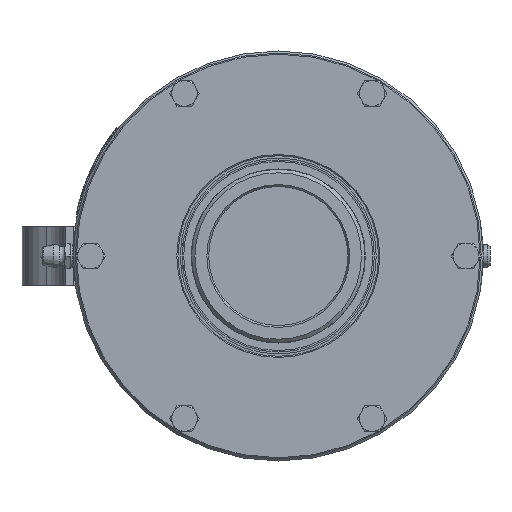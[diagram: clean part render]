
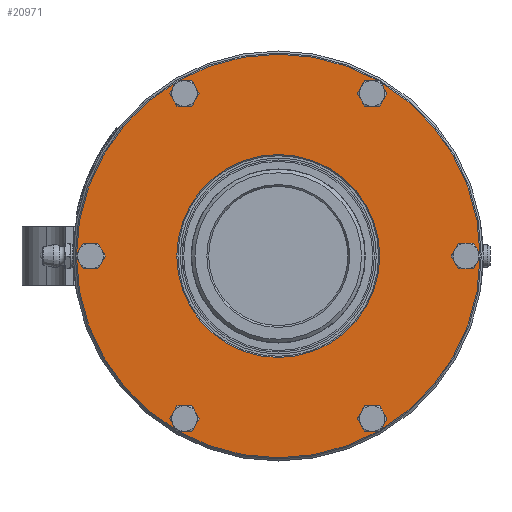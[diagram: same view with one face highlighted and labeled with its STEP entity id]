
A CAD part, left-side view. The second image highlights one B-rep face of the part: STEP entity #20971.
In plain terms, the highlighted planar face has unit normal (-1, 0, 0).
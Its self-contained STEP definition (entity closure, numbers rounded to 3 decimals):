
#2225=FACE_BOUND('',#7579,.T.);
#2226=FACE_BOUND('',#7580,.T.);
#2227=FACE_BOUND('',#7581,.T.);
#2228=FACE_BOUND('',#7582,.T.);
#2229=FACE_BOUND('',#7583,.T.);
#2230=FACE_BOUND('',#7584,.T.);
#2231=FACE_BOUND('',#7585,.T.);
#2607=PLANE('',#22483);
#6299=FACE_OUTER_BOUND('',#7578,.T.);
#7578=EDGE_LOOP('',(#18881,#18882));
#7579=EDGE_LOOP('',(#18883,#18884));
#7580=EDGE_LOOP('',(#18885,#18886));
#7581=EDGE_LOOP('',(#18887,#18888));
#7582=EDGE_LOOP('',(#18889,#18890));
#7583=EDGE_LOOP('',(#18891,#18892));
#7584=EDGE_LOOP('',(#18893,#18894));
#7585=EDGE_LOOP('',(#18895,#18896));
#8400=CIRCLE('',#22481,5.563);
#8401=CIRCLE('',#22482,5.563);
#8402=CIRCLE('',#22484,87.5);
#8403=CIRCLE('',#22485,87.5);
#8404=CIRCLE('',#22486,5.563);
#8405=CIRCLE('',#22487,5.563);
#8406=CIRCLE('',#22488,5.563);
#8407=CIRCLE('',#22489,5.563);
#8408=CIRCLE('',#22490,5.563);
#8409=CIRCLE('',#22491,5.563);
#8410=CIRCLE('',#22492,44.);
#8411=CIRCLE('',#22493,44.);
#8412=CIRCLE('',#22494,5.563);
#8413=CIRCLE('',#22495,5.563);
#8414=CIRCLE('',#22496,5.563);
#8415=CIRCLE('',#22497,5.563);
#10345=VERTEX_POINT('',#131869);
#10346=VERTEX_POINT('',#131870);
#10347=VERTEX_POINT('',#131875);
#10348=VERTEX_POINT('',#131876);
#10349=VERTEX_POINT('',#131879);
#10350=VERTEX_POINT('',#131880);
#10351=VERTEX_POINT('',#131883);
#10352=VERTEX_POINT('',#131884);
#10353=VERTEX_POINT('',#131887);
#10354=VERTEX_POINT('',#131888);
#10355=VERTEX_POINT('',#131891);
#10356=VERTEX_POINT('',#131892);
#10357=VERTEX_POINT('',#131895);
#10358=VERTEX_POINT('',#131896);
#10359=VERTEX_POINT('',#131899);
#10360=VERTEX_POINT('',#131900);
#13263=EDGE_CURVE('',#10345,#10346,#8400,.T.);
#13264=EDGE_CURVE('',#10346,#10345,#8401,.T.);
#13266=EDGE_CURVE('',#10347,#10348,#8402,.T.);
#13267=EDGE_CURVE('',#10348,#10347,#8403,.T.);
#13268=EDGE_CURVE('',#10349,#10350,#8404,.T.);
#13269=EDGE_CURVE('',#10350,#10349,#8405,.T.);
#13270=EDGE_CURVE('',#10351,#10352,#8406,.T.);
#13271=EDGE_CURVE('',#10352,#10351,#8407,.T.);
#13272=EDGE_CURVE('',#10353,#10354,#8408,.T.);
#13273=EDGE_CURVE('',#10354,#10353,#8409,.T.);
#13274=EDGE_CURVE('',#10355,#10356,#8410,.T.);
#13275=EDGE_CURVE('',#10356,#10355,#8411,.T.);
#13276=EDGE_CURVE('',#10357,#10358,#8412,.T.);
#13277=EDGE_CURVE('',#10358,#10357,#8413,.T.);
#13278=EDGE_CURVE('',#10359,#10360,#8414,.T.);
#13279=EDGE_CURVE('',#10360,#10359,#8415,.T.);
#18881=ORIENTED_EDGE('',*,*,#13266,.F.);
#18882=ORIENTED_EDGE('',*,*,#13267,.F.);
#18883=ORIENTED_EDGE('',*,*,#13268,.T.);
#18884=ORIENTED_EDGE('',*,*,#13269,.T.);
#18885=ORIENTED_EDGE('',*,*,#13270,.T.);
#18886=ORIENTED_EDGE('',*,*,#13271,.T.);
#18887=ORIENTED_EDGE('',*,*,#13272,.T.);
#18888=ORIENTED_EDGE('',*,*,#13273,.T.);
#18889=ORIENTED_EDGE('',*,*,#13274,.T.);
#18890=ORIENTED_EDGE('',*,*,#13275,.T.);
#18891=ORIENTED_EDGE('',*,*,#13276,.T.);
#18892=ORIENTED_EDGE('',*,*,#13277,.T.);
#18893=ORIENTED_EDGE('',*,*,#13278,.T.);
#18894=ORIENTED_EDGE('',*,*,#13279,.T.);
#18895=ORIENTED_EDGE('',*,*,#13263,.T.);
#18896=ORIENTED_EDGE('',*,*,#13264,.T.);
#20971=ADVANCED_FACE('',(#6299,#2225,#2226,#2227,#2228,#2229,#2230,#2231),
#2607,.T.);
#22481=AXIS2_PLACEMENT_3D('',#131871,#26473,#26474);
#22482=AXIS2_PLACEMENT_3D('',#131872,#26475,#26476);
#22483=AXIS2_PLACEMENT_3D('',#131874,#26478,#26479);
#22484=AXIS2_PLACEMENT_3D('',#131877,#26480,#26481);
#22485=AXIS2_PLACEMENT_3D('',#131878,#26482,#26483);
#22486=AXIS2_PLACEMENT_3D('',#131881,#26484,#26485);
#22487=AXIS2_PLACEMENT_3D('',#131882,#26486,#26487);
#22488=AXIS2_PLACEMENT_3D('',#131885,#26488,#26489);
#22489=AXIS2_PLACEMENT_3D('',#131886,#26490,#26491);
#22490=AXIS2_PLACEMENT_3D('',#131889,#26492,#26493);
#22491=AXIS2_PLACEMENT_3D('',#131890,#26494,#26495);
#22492=AXIS2_PLACEMENT_3D('',#131893,#26496,#26497);
#22493=AXIS2_PLACEMENT_3D('',#131894,#26498,#26499);
#22494=AXIS2_PLACEMENT_3D('',#131897,#26500,#26501);
#22495=AXIS2_PLACEMENT_3D('',#131898,#26502,#26503);
#22496=AXIS2_PLACEMENT_3D('',#131901,#26504,#26505);
#22497=AXIS2_PLACEMENT_3D('',#131902,#26506,#26507);
#26473=DIRECTION('center_axis',(1.,0.,0.));
#26474=DIRECTION('ref_axis',(0.,-0.5,0.866));
#26475=DIRECTION('center_axis',(1.,0.,0.));
#26476=DIRECTION('ref_axis',(0.,-0.5,0.866));
#26478=DIRECTION('center_axis',(-1.,0.,0.));
#26479=DIRECTION('ref_axis',(0.,0.,-1.));
#26480=DIRECTION('center_axis',(1.,0.,0.));
#26481=DIRECTION('ref_axis',(0.,-1.,0.));
#26482=DIRECTION('center_axis',(1.,0.,0.));
#26483=DIRECTION('ref_axis',(0.,-1.,0.));
#26484=DIRECTION('center_axis',(1.,0.,0.));
#26485=DIRECTION('ref_axis',(0.,0.5,0.866));
#26486=DIRECTION('center_axis',(1.,0.,0.));
#26487=DIRECTION('ref_axis',(0.,0.5,0.866));
#26488=DIRECTION('center_axis',(1.,0.,0.));
#26489=DIRECTION('ref_axis',(0.,0.5,-0.866));
#26490=DIRECTION('center_axis',(1.,0.,0.));
#26491=DIRECTION('ref_axis',(0.,0.5,-0.866));
#26492=DIRECTION('center_axis',(1.,0.,0.));
#26493=DIRECTION('ref_axis',(0.,-1.,0.));
#26494=DIRECTION('center_axis',(1.,0.,0.));
#26495=DIRECTION('ref_axis',(0.,-1.,0.));
#26496=DIRECTION('center_axis',(1.,0.,0.));
#26497=DIRECTION('ref_axis',(0.,-1.,0.));
#26498=DIRECTION('center_axis',(1.,0.,0.));
#26499=DIRECTION('ref_axis',(0.,-1.,0.));
#26500=DIRECTION('center_axis',(1.,0.,0.));
#26501=DIRECTION('ref_axis',(0.,-0.5,-0.866));
#26502=DIRECTION('center_axis',(1.,0.,0.));
#26503=DIRECTION('ref_axis',(0.,-0.5,-0.866));
#26504=DIRECTION('center_axis',(1.,0.,0.));
#26505=DIRECTION('ref_axis',(0.,1.,0.));
#26506=DIRECTION('center_axis',(1.,0.,0.));
#26507=DIRECTION('ref_axis',(0.,1.,0.));
#131869=CARTESIAN_POINT('',(-8.7,37.919,-65.677));
#131870=CARTESIAN_POINT('',(-8.7,43.481,-75.312));
#131871=CARTESIAN_POINT('Origin',(-8.7,40.7,-70.494));
#131872=CARTESIAN_POINT('Origin',(-8.7,40.7,-70.494));
#131874=CARTESIAN_POINT('Origin',(-8.7,-65.75,0.));
#131875=CARTESIAN_POINT('',(-8.7,-87.5,0.));
#131876=CARTESIAN_POINT('',(-8.7,87.5,0.));
#131877=CARTESIAN_POINT('Origin',(-8.7,0.,0.));
#131878=CARTESIAN_POINT('Origin',(-8.7,0.,0.));
#131879=CARTESIAN_POINT('',(-8.7,-37.919,-65.677));
#131880=CARTESIAN_POINT('',(-8.7,-43.481,-75.312));
#131881=CARTESIAN_POINT('Origin',(-8.7,-40.7,-70.494));
#131882=CARTESIAN_POINT('Origin',(-8.7,-40.7,-70.494));
#131883=CARTESIAN_POINT('',(-8.7,-37.919,65.677));
#131884=CARTESIAN_POINT('',(-8.7,-43.481,75.312));
#131885=CARTESIAN_POINT('Origin',(-8.7,-40.7,70.494));
#131886=CARTESIAN_POINT('Origin',(-8.7,-40.7,70.494));
#131887=CARTESIAN_POINT('',(-8.7,75.837,0.));
#131888=CARTESIAN_POINT('',(-8.7,86.963,0.));
#131889=CARTESIAN_POINT('Origin',(-8.7,81.4,0.));
#131890=CARTESIAN_POINT('Origin',(-8.7,81.4,0.));
#131891=CARTESIAN_POINT('',(-8.7,-44.,0.));
#131892=CARTESIAN_POINT('',(-8.7,44.,0.));
#131893=CARTESIAN_POINT('Origin',(-8.7,0.,0.));
#131894=CARTESIAN_POINT('Origin',(-8.7,0.,0.));
#131895=CARTESIAN_POINT('',(-8.7,37.919,65.677));
#131896=CARTESIAN_POINT('',(-8.7,43.481,75.312));
#131897=CARTESIAN_POINT('Origin',(-8.7,40.7,70.494));
#131898=CARTESIAN_POINT('Origin',(-8.7,40.7,70.494));
#131899=CARTESIAN_POINT('',(-8.7,-75.837,0.));
#131900=CARTESIAN_POINT('',(-8.7,-86.963,0.));
#131901=CARTESIAN_POINT('Origin',(-8.7,-81.4,0.));
#131902=CARTESIAN_POINT('Origin',(-8.7,-81.4,0.));
